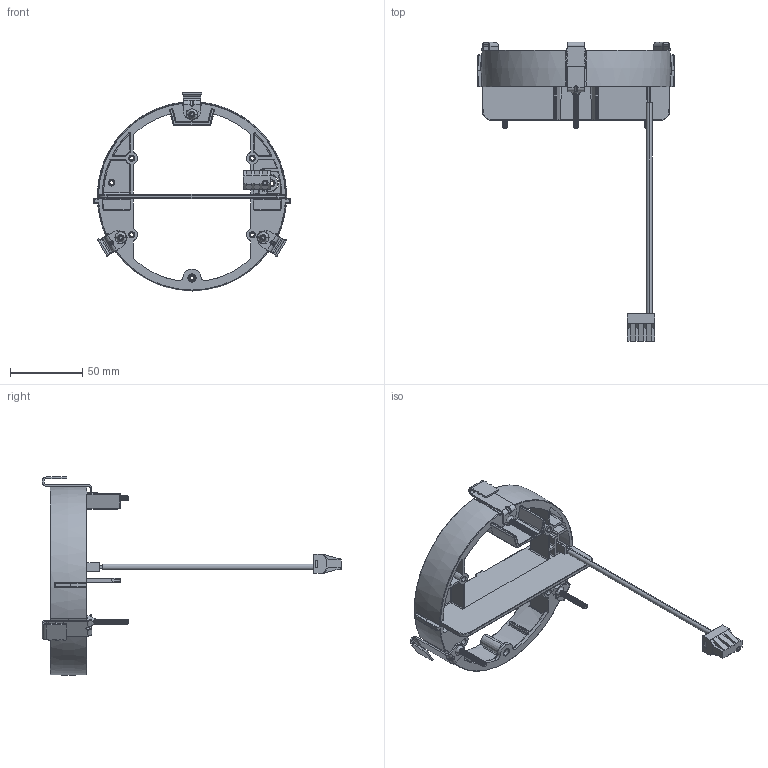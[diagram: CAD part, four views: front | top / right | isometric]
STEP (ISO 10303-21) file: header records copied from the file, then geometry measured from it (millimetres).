
FILE_DESCRIPTION (( 'STEP AP214' ), '1' );
FILE_NAME ('ORB1816-M01-MARKETING.STEP', '2018-10-05T01:53:15', ( '' ), ( '' ), 'SwSTEP 2.0', 'SolidWorks 2017', '' );
FILE_SCHEMA (( 'AUTOMOTIVE_DESIGN' ));
Length unit declared in the file: inch
Products named in the file (1): ORB1816-M01-MARKETING
Bounding box: 136.62 x 207.02 x 136.94 mm (x, y, z)
Surface area: 65690 mm2 (no closed solid volume)
Topology: 0 solids, 28 shells, 1617 faces, 5150 edges, 3391 vertices
Faces by surface type: cylinder 758, plane 400, bspline 237, cone 96, torus 83, sphere 43
Entity records: 95964 total; most frequent: CARTESIAN_POINT 35337, ORIENTED_EDGE 8884, DIRECTION 7176, EDGE_CURVE 5086, VERTEX_POINT 3391, AXIS2_PLACEMENT_3D 2569, LINE 2038, VECTOR 2038
